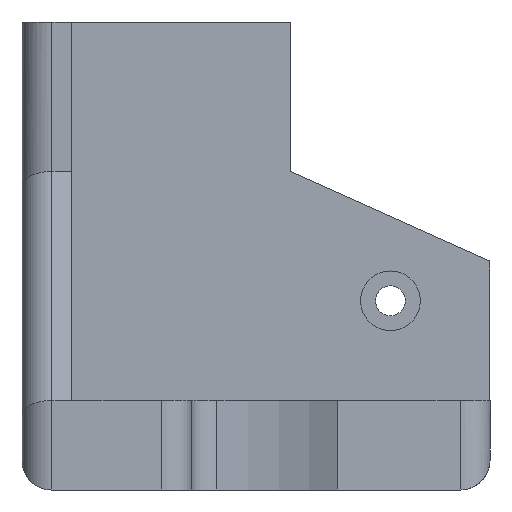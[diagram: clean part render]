
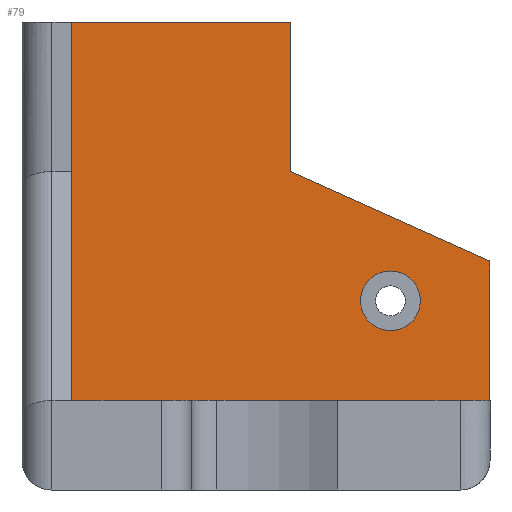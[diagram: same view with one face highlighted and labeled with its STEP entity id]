
A CAD part, front view. The second image highlights one B-rep face of the part: STEP entity #79.
In plain terms, the highlighted planar face has unit normal (0, -1, 0).
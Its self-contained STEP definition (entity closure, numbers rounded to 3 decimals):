
#5 = VERTEX_POINT ( 'NONE', #1098 ) ;
#11 = CARTESIAN_POINT ( 'NONE',  ( 5., 42., 47. ) ) ;
#20 = CARTESIAN_POINT ( 'NONE',  ( 5., 42., 9. ) ) ;
#57 = VECTOR ( 'NONE', #1432, 1000. ) ;
#79 = ADVANCED_FACE ( 'NONE', ( #1581, #1145 ), #341, .F. ) ;
#107 = ORIENTED_EDGE ( 'NONE', *, *, #519, .F. ) ;
#137 = CARTESIAN_POINT ( 'NONE',  ( 37., 42., 16. ) ) ;
#166 = VERTEX_POINT ( 'NONE', #137 ) ;
#224 = VERTEX_POINT ( 'NONE', #1296 ) ;
#229 = CIRCLE ( 'NONE', #765, 3. ) ;
#254 = VECTOR ( 'NONE', #902, 1000. ) ;
#266 = CARTESIAN_POINT ( 'NONE',  ( 37., 42., 22. ) ) ;
#271 = VECTOR ( 'NONE', #1038, 1000. ) ;
#341 = PLANE ( 'NONE',  #799 ) ;
#347 = DIRECTION ( 'NONE',  ( 0., 1., 0. ) ) ;
#362 = VERTEX_POINT ( 'NONE', #1181 ) ;
#390 = LINE ( 'NONE', #1535, #965 ) ;
#446 = EDGE_LOOP ( 'NONE', ( #766, #1441, #1255, #1566, #459, #1069 ) ) ;
#458 = CARTESIAN_POINT ( 'NONE',  ( 5., 42., 47. ) ) ;
#459 = ORIENTED_EDGE ( 'NONE', *, *, #1146, .F. ) ;
#509 = VERTEX_POINT ( 'NONE', #1336 ) ;
#519 = EDGE_CURVE ( 'NONE', #166, #1407, #1582, .T. ) ;
#573 = CARTESIAN_POINT ( 'NONE',  ( 47., 42., 47. ) ) ;
#617 = CARTESIAN_POINT ( 'NONE',  ( 27., 42., 47. ) ) ;
#630 = EDGE_CURVE ( 'NONE', #362, #1136, #1622, .T. ) ;
#660 = DIRECTION ( 'NONE',  ( 1., 0., 0. ) ) ;
#705 = LINE ( 'NONE', #11, #271 ) ;
#708 = CARTESIAN_POINT ( 'NONE',  ( 37., 42., 19. ) ) ;
#711 = EDGE_CURVE ( 'NONE', #5, #1136, #390, .T. ) ;
#765 = AXIS2_PLACEMENT_3D ( 'NONE', #1553, #922, #917 ) ;
#766 = ORIENTED_EDGE ( 'NONE', *, *, #711, .T. ) ;
#799 = AXIS2_PLACEMENT_3D ( 'NONE', #458, #347, #1495 ) ;
#840 = DIRECTION ( 'NONE',  ( 0., 0., -1. ) ) ;
#899 = CARTESIAN_POINT ( 'NONE',  ( 5., 42., 47. ) ) ;
#902 = DIRECTION ( 'NONE',  ( 1., 0., 0. ) ) ;
#903 = EDGE_CURVE ( 'NONE', #1421, #224, #905, .T. ) ;
#905 = LINE ( 'NONE', #1540, #1522 ) ;
#917 = DIRECTION ( 'NONE',  ( 0., 0., -1. ) ) ;
#922 = DIRECTION ( 'NONE',  ( 0., -1., 0. ) ) ;
#965 = VECTOR ( 'NONE', #1143, 1000. ) ;
#1038 = DIRECTION ( 'NONE',  ( 0., 0., -1. ) ) ;
#1069 = ORIENTED_EDGE ( 'NONE', *, *, #1379, .T. ) ;
#1098 = CARTESIAN_POINT ( 'NONE',  ( 27., 42., 32. ) ) ;
#1112 = EDGE_LOOP ( 'NONE', ( #107, #1393 ) ) ;
#1136 = VERTEX_POINT ( 'NONE', #617 ) ;
#1143 = DIRECTION ( 'NONE',  ( 0., 0., 1. ) ) ;
#1145 = FACE_OUTER_BOUND ( 'NONE', #446, .T. ) ;
#1146 = EDGE_CURVE ( 'NONE', #509, #224, #1322, .T. ) ;
#1181 = CARTESIAN_POINT ( 'NONE',  ( 5., 42., 47. ) ) ;
#1217 = AXIS2_PLACEMENT_3D ( 'NONE', #708, #1594, #840 ) ;
#1224 = LINE ( 'NONE', #1544, #57 ) ;
#1255 = ORIENTED_EDGE ( 'NONE', *, *, #1338, .T. ) ;
#1296 = CARTESIAN_POINT ( 'NONE',  ( 47., 42., 9. ) ) ;
#1322 = LINE ( 'NONE', #573, #1638 ) ;
#1329 = EDGE_CURVE ( 'NONE', #1407, #166, #229, .T. ) ;
#1336 = CARTESIAN_POINT ( 'NONE',  ( 47., 42., 23. ) ) ;
#1338 = EDGE_CURVE ( 'NONE', #362, #1421, #705, .T. ) ;
#1350 = DIRECTION ( 'NONE',  ( 0., 0., -1. ) ) ;
#1379 = EDGE_CURVE ( 'NONE', #509, #5, #1224, .T. ) ;
#1393 = ORIENTED_EDGE ( 'NONE', *, *, #1329, .F. ) ;
#1407 = VERTEX_POINT ( 'NONE', #266 ) ;
#1421 = VERTEX_POINT ( 'NONE', #20 ) ;
#1432 = DIRECTION ( 'NONE',  ( -0.912, 0., 0.41 ) ) ;
#1441 = ORIENTED_EDGE ( 'NONE', *, *, #630, .F. ) ;
#1495 = DIRECTION ( 'NONE',  ( 0., 0., 1. ) ) ;
#1522 = VECTOR ( 'NONE', #660, 1000. ) ;
#1535 = CARTESIAN_POINT ( 'NONE',  ( 27., 42., 0. ) ) ;
#1540 = CARTESIAN_POINT ( 'NONE',  ( 5., 42., 9. ) ) ;
#1544 = CARTESIAN_POINT ( 'NONE',  ( 16.522, 42., 36.715 ) ) ;
#1553 = CARTESIAN_POINT ( 'NONE',  ( 37., 42., 19. ) ) ;
#1566 = ORIENTED_EDGE ( 'NONE', *, *, #903, .T. ) ;
#1581 = FACE_BOUND ( 'NONE', #1112, .T. ) ;
#1582 = CIRCLE ( 'NONE', #1217, 3. ) ;
#1594 = DIRECTION ( 'NONE',  ( 0., -1., 0. ) ) ;
#1622 = LINE ( 'NONE', #899, #254 ) ;
#1638 = VECTOR ( 'NONE', #1350, 1000. ) ;
